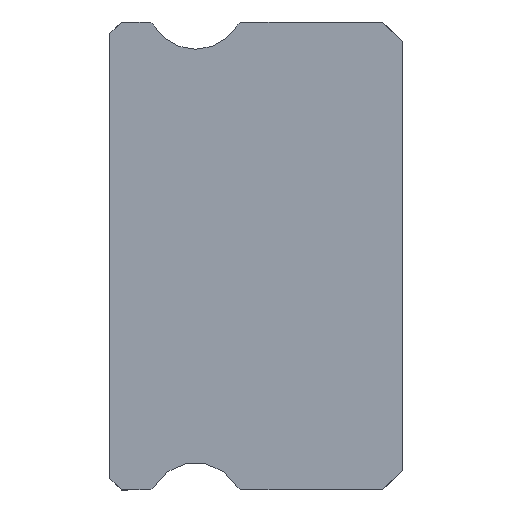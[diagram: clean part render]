
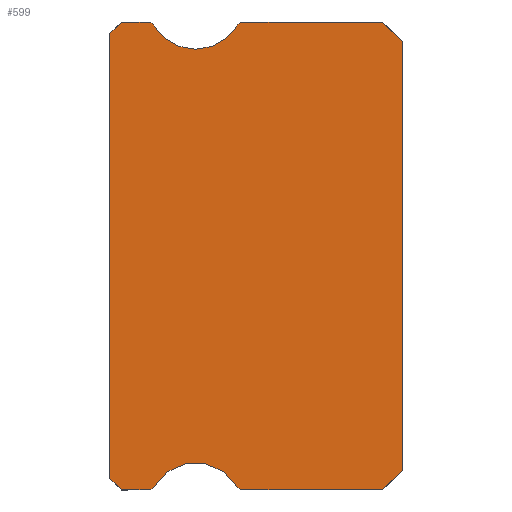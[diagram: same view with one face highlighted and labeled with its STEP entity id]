
A CAD part, left-side view. The second image highlights one B-rep face of the part: STEP entity #599.
In plain terms, the highlighted planar face has unit normal (-1, 0, 0).
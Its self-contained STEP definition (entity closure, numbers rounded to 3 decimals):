
#45 = VERTEX_POINT ( 'NONE', #2498 ) ;
#66 = AXIS2_PLACEMENT_3D ( 'NONE', #5112, #10194, #6881 ) ;
#304 = EDGE_CURVE ( 'NONE', #1574, #7228, #8403, .T. ) ;
#315 = DIRECTION ( 'NONE',  ( 0., 0., -1. ) ) ;
#386 = CARTESIAN_POINT ( 'NONE',  ( -10., 7.2, -6. ) ) ;
#425 = CARTESIAN_POINT ( 'NONE',  ( -10., 7.2, 6. ) ) ;
#430 = CIRCLE ( 'NONE', #8353, 1.25 ) ;
#471 = CARTESIAN_POINT ( 'NONE',  ( -10., 4.088, 6. ) ) ;
#510 = DIRECTION ( 'NONE',  ( 0., -0.707, -0.707 ) ) ;
#543 = VECTOR ( 'NONE', #5191, 1000. ) ;
#599 = ADVANCED_FACE ( 'NONE', ( #1982 ), #5486, .F. ) ;
#638 = EDGE_CURVE ( 'NONE', #2899, #5108, #4584, .T. ) ;
#683 = DIRECTION ( 'NONE',  ( 0., 1., 0. ) ) ;
#692 = VERTEX_POINT ( 'NONE', #5798 ) ;
#702 = EDGE_CURVE ( 'NONE', #6916, #1141, #9744, .T. ) ;
#709 = DIRECTION ( 'NONE',  ( 1., 0., 0. ) ) ;
#742 = AXIS2_PLACEMENT_3D ( 'NONE', #11094, #709, #3388 ) ;
#779 = ORIENTED_EDGE ( 'NONE', *, *, #10264, .F. ) ;
#795 = CARTESIAN_POINT ( 'NONE',  ( -10., 7.5, -5.7 ) ) ;
#1002 = DIRECTION ( 'NONE',  ( -1., 0., 0. ) ) ;
#1007 = ORIENTED_EDGE ( 'NONE', *, *, #4361, .F. ) ;
#1102 = CARTESIAN_POINT ( 'NONE',  ( -10., 0.5, -6. ) ) ;
#1115 = VECTOR ( 'NONE', #5060, 1000. ) ;
#1141 = VERTEX_POINT ( 'NONE', #11182 ) ;
#1312 = ORIENTED_EDGE ( 'NONE', *, *, #8585, .F. ) ;
#1527 = DIRECTION ( 'NONE',  ( 0., 0., -1. ) ) ;
#1574 = VERTEX_POINT ( 'NONE', #795 ) ;
#1594 = CARTESIAN_POINT ( 'NONE',  ( -10., 7.2, -6. ) ) ;
#1726 = CIRCLE ( 'NONE', #66, 0.15 ) ;
#1943 = CIRCLE ( 'NONE', #2517, 0.15 ) ;
#1982 = FACE_OUTER_BOUND ( 'NONE', #9466, .T. ) ;
#2252 = VECTOR ( 'NONE', #3043, 1000. ) ;
#2283 = EDGE_CURVE ( 'NONE', #7228, #5108, #7716, .T. ) ;
#2286 = CARTESIAN_POINT ( 'NONE',  ( -10., 7.5, 5.7 ) ) ;
#2304 = ORIENTED_EDGE ( 'NONE', *, *, #2283, .T. ) ;
#2318 = ORIENTED_EDGE ( 'NONE', *, *, #10976, .F. ) ;
#2498 = CARTESIAN_POINT ( 'NONE',  ( -10., 4.217, -5.925 ) ) ;
#2517 = AXIS2_PLACEMENT_3D ( 'NONE', #6566, #10808, #10068 ) ;
#2552 = VERTEX_POINT ( 'NONE', #6949 ) ;
#2555 = ORIENTED_EDGE ( 'NONE', *, *, #11040, .F. ) ;
#2743 = ORIENTED_EDGE ( 'NONE', *, *, #9976, .T. ) ;
#2899 = VERTEX_POINT ( 'NONE', #8561 ) ;
#2977 = LINE ( 'NONE', #3096, #2252 ) ;
#3043 = DIRECTION ( 'NONE',  ( 0., 0., 1. ) ) ;
#3096 = CARTESIAN_POINT ( 'NONE',  ( -10., 7.5, 5.85 ) ) ;
#3166 = VERTEX_POINT ( 'NONE', #1102 ) ;
#3184 = VECTOR ( 'NONE', #11361, 1000. ) ;
#3249 = EDGE_CURVE ( 'NONE', #1574, #7598, #2977, .T. ) ;
#3279 = LINE ( 'NONE', #10234, #10010 ) ;
#3344 = VECTOR ( 'NONE', #9286, 1000. ) ;
#3378 = VECTOR ( 'NONE', #510, 1000. ) ;
#3388 = DIRECTION ( 'NONE',  ( 0., 0., -1. ) ) ;
#3401 = DIRECTION ( 'NONE',  ( 0., -1., 0. ) ) ;
#3562 = CARTESIAN_POINT ( 'NONE',  ( -10., 5.3, -6.55 ) ) ;
#3704 = ORIENTED_EDGE ( 'NONE', *, *, #10613, .T. ) ;
#4028 = LINE ( 'NONE', #7561, #1115 ) ;
#4038 = VECTOR ( 'NONE', #5484, 1000. ) ;
#4124 = CARTESIAN_POINT ( 'NONE',  ( -10., 0., -5.5 ) ) ;
#4128 = DIRECTION ( 'NONE',  ( 0., 0., -1. ) ) ;
#4218 = LINE ( 'NONE', #9563, #543 ) ;
#4361 = EDGE_CURVE ( 'NONE', #692, #4869, #1943, .T. ) ;
#4438 = AXIS2_PLACEMENT_3D ( 'NONE', #4872, #8384, #4128 ) ;
#4568 = ORIENTED_EDGE ( 'NONE', *, *, #8166, .F. ) ;
#4584 = CIRCLE ( 'NONE', #742, 0.15 ) ;
#4639 = DIRECTION ( 'NONE',  ( 1., 0., 0. ) ) ;
#4645 = VECTOR ( 'NONE', #683, 1000. ) ;
#4869 = VERTEX_POINT ( 'NONE', #471 ) ;
#4872 = CARTESIAN_POINT ( 'NONE',  ( -10., 4.088, -5.85 ) ) ;
#5060 = DIRECTION ( 'NONE',  ( 0., 0.707, -0.707 ) ) ;
#5108 = VERTEX_POINT ( 'NONE', #8407 ) ;
#5112 = CARTESIAN_POINT ( 'NONE',  ( -10., 6.512, 5.85 ) ) ;
#5191 = DIRECTION ( 'NONE',  ( 0., 0.707, -0.707 ) ) ;
#5382 = CARTESIAN_POINT ( 'NONE',  ( -10., 0.5, 6. ) ) ;
#5479 = VERTEX_POINT ( 'NONE', #7686 ) ;
#5484 = DIRECTION ( 'NONE',  ( 0., 1., 0. ) ) ;
#5486 = PLANE ( 'NONE',  #8461 ) ;
#5500 = VECTOR ( 'NONE', #10429, 1000. ) ;
#5547 = ORIENTED_EDGE ( 'NONE', *, *, #11251, .F. ) ;
#5555 = ORIENTED_EDGE ( 'NONE', *, *, #304, .T. ) ;
#5660 = ORIENTED_EDGE ( 'NONE', *, *, #3249, .F. ) ;
#5781 = LINE ( 'NONE', #11126, #3344 ) ;
#5798 = CARTESIAN_POINT ( 'NONE',  ( -10., 4.217, 5.925 ) ) ;
#5821 = CARTESIAN_POINT ( 'NONE',  ( -10., 6.512, -6. ) ) ;
#6210 = DIRECTION ( 'NONE',  ( 0., 0., -1. ) ) ;
#6298 = EDGE_CURVE ( 'NONE', #7659, #5479, #5781, .T. ) ;
#6566 = CARTESIAN_POINT ( 'NONE',  ( -10., 4.088, 5.85 ) ) ;
#6677 = CARTESIAN_POINT ( 'NONE',  ( -10., 5.3, 6.55 ) ) ;
#6706 = ORIENTED_EDGE ( 'NONE', *, *, #6298, .T. ) ;
#6881 = DIRECTION ( 'NONE',  ( 0., 0., -1. ) ) ;
#6916 = VERTEX_POINT ( 'NONE', #11236 ) ;
#6940 = CARTESIAN_POINT ( 'NONE',  ( -10., 0.5, 6. ) ) ;
#6949 = CARTESIAN_POINT ( 'NONE',  ( -10., 4.088, -6. ) ) ;
#7228 = VERTEX_POINT ( 'NONE', #386 ) ;
#7386 = CARTESIAN_POINT ( 'NONE',  ( -10., 7.2, 6. ) ) ;
#7561 = CARTESIAN_POINT ( 'NONE',  ( -10., 7.5, 5.7 ) ) ;
#7598 = VERTEX_POINT ( 'NONE', #2286 ) ;
#7659 = VERTEX_POINT ( 'NONE', #4124 ) ;
#7686 = CARTESIAN_POINT ( 'NONE',  ( -10., 0., 5.5 ) ) ;
#7716 = LINE ( 'NONE', #7773, #3184 ) ;
#7773 = CARTESIAN_POINT ( 'NONE',  ( -10., 6.512, -6. ) ) ;
#8016 = ORIENTED_EDGE ( 'NONE', *, *, #638, .F. ) ;
#8152 = DIRECTION ( 'NONE',  ( 0., 0., -1. ) ) ;
#8162 = CARTESIAN_POINT ( 'NONE',  ( -10., 5.3, 6.55 ) ) ;
#8166 = EDGE_CURVE ( 'NONE', #3166, #2552, #9327, .T. ) ;
#8331 = LINE ( 'NONE', #425, #4038 ) ;
#8342 = DIRECTION ( 'NONE',  ( -1., 0., 0. ) ) ;
#8353 = AXIS2_PLACEMENT_3D ( 'NONE', #8162, #8342, #315 ) ;
#8384 = DIRECTION ( 'NONE',  ( 1., 0., 0. ) ) ;
#8397 = ORIENTED_EDGE ( 'NONE', *, *, #10290, .F. ) ;
#8403 = LINE ( 'NONE', #1594, #3378 ) ;
#8407 = CARTESIAN_POINT ( 'NONE',  ( -10., 6.512, -6. ) ) ;
#8461 = AXIS2_PLACEMENT_3D ( 'NONE', #10797, #4639, #8152 ) ;
#8486 = CIRCLE ( 'NONE', #4438, 0.15 ) ;
#8511 = CIRCLE ( 'NONE', #8845, 1.25 ) ;
#8561 = CARTESIAN_POINT ( 'NONE',  ( -10., 6.383, -5.925 ) ) ;
#8585 = EDGE_CURVE ( 'NONE', #45, #2899, #8511, .T. ) ;
#8593 = LINE ( 'NONE', #6940, #5500 ) ;
#8760 = EDGE_CURVE ( 'NONE', #2552, #45, #8486, .T. ) ;
#8845 = AXIS2_PLACEMENT_3D ( 'NONE', #3562, #1002, #6210 ) ;
#9123 = VERTEX_POINT ( 'NONE', #7386 ) ;
#9286 = DIRECTION ( 'NONE',  ( 0., 0., 1. ) ) ;
#9327 = LINE ( 'NONE', #5821, #4645 ) ;
#9394 = VERTEX_POINT ( 'NONE', #5382 ) ;
#9466 = EDGE_LOOP ( 'NONE', ( #2743, #5660, #5555, #2304, #8016, #1312, #11375, #4568, #8397, #6706, #779, #5547, #1007, #2555, #10759, #2318, #3704 ) ) ;
#9563 = CARTESIAN_POINT ( 'NONE',  ( -10., 0., -5.5 ) ) ;
#9744 = CIRCLE ( 'NONE', #10129, 1.25 ) ;
#9893 = CARTESIAN_POINT ( 'NONE',  ( -10., 6.512, 6. ) ) ;
#9976 = EDGE_CURVE ( 'NONE', #9123, #7598, #4028, .T. ) ;
#10010 = VECTOR ( 'NONE', #3401, 1000. ) ;
#10068 = DIRECTION ( 'NONE',  ( 0., 0., -1. ) ) ;
#10129 = AXIS2_PLACEMENT_3D ( 'NONE', #6677, #10174, #1527 ) ;
#10174 = DIRECTION ( 'NONE',  ( -1., 0., 0. ) ) ;
#10194 = DIRECTION ( 'NONE',  ( 1., 0., 0. ) ) ;
#10234 = CARTESIAN_POINT ( 'NONE',  ( -10., 6.512, 6. ) ) ;
#10264 = EDGE_CURVE ( 'NONE', #9394, #5479, #8593, .T. ) ;
#10290 = EDGE_CURVE ( 'NONE', #7659, #3166, #4218, .T. ) ;
#10429 = DIRECTION ( 'NONE',  ( 0., -0.707, -0.707 ) ) ;
#10446 = VERTEX_POINT ( 'NONE', #9893 ) ;
#10613 = EDGE_CURVE ( 'NONE', #10446, #9123, #8331, .T. ) ;
#10759 = ORIENTED_EDGE ( 'NONE', *, *, #702, .F. ) ;
#10797 = CARTESIAN_POINT ( 'NONE',  ( -10., 6.512, 5.85 ) ) ;
#10808 = DIRECTION ( 'NONE',  ( 1., 0., 0. ) ) ;
#10976 = EDGE_CURVE ( 'NONE', #10446, #6916, #1726, .T. ) ;
#11040 = EDGE_CURVE ( 'NONE', #1141, #692, #430, .T. ) ;
#11094 = CARTESIAN_POINT ( 'NONE',  ( -10., 6.512, -5.85 ) ) ;
#11126 = CARTESIAN_POINT ( 'NONE',  ( -10., 0., 5.5 ) ) ;
#11182 = CARTESIAN_POINT ( 'NONE',  ( -10., 5.3, 5.3 ) ) ;
#11236 = CARTESIAN_POINT ( 'NONE',  ( -10., 6.383, 5.925 ) ) ;
#11251 = EDGE_CURVE ( 'NONE', #4869, #9394, #3279, .T. ) ;
#11361 = DIRECTION ( 'NONE',  ( 0., -1., 0. ) ) ;
#11375 = ORIENTED_EDGE ( 'NONE', *, *, #8760, .F. ) ;
